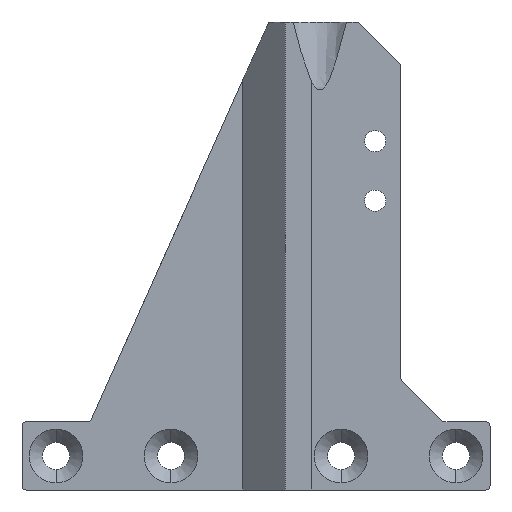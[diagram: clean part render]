
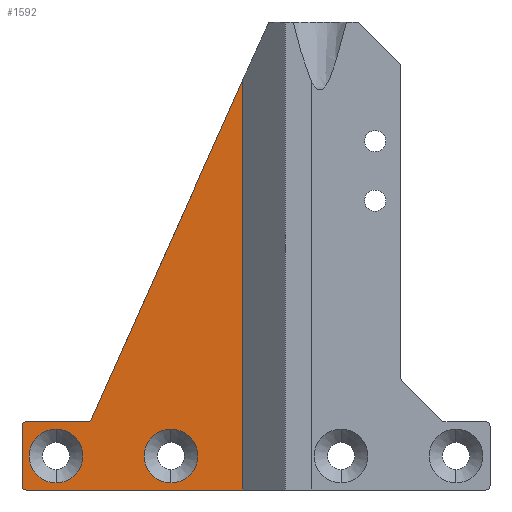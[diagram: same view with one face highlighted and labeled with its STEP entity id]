
A CAD part, left-side view. The second image highlights one B-rep face of the part: STEP entity #1592.
In plain terms, the highlighted planar face has unit normal (-1, 0, 0).
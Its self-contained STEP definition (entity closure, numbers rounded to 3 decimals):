
#38 = VERTEX_POINT ( 'NONE', #714 ) ;
#80 = PLANE ( 'NONE',  #1244 ) ;
#119 = VECTOR ( 'NONE', #1232, 1000. ) ;
#120 = EDGE_CURVE ( 'NONE', #227, #1576, #625, .T. ) ;
#121 = CARTESIAN_POINT ( 'NONE',  ( 19., 17.5, 7.15 ) ) ;
#151 = ORIENTED_EDGE ( 'NONE', *, *, #1218, .F. ) ;
#154 = AXIS2_PLACEMENT_3D ( 'NONE', #562, #1416, #684 ) ;
#168 = CIRCLE ( 'NONE', #1551, 3.15 ) ;
#174 = ORIENTED_EDGE ( 'NONE', *, *, #1543, .F. ) ;
#177 = DIRECTION ( 'NONE',  ( -1., 0., 0. ) ) ;
#185 = CARTESIAN_POINT ( 'NONE',  ( 19., 35., 7.5 ) ) ;
#186 = VERTEX_POINT ( 'NONE', #495 ) ;
#200 = EDGE_CURVE ( 'NONE', #1376, #811, #503, .T. ) ;
#210 = EDGE_CURVE ( 'NONE', #1066, #38, #168, .T. ) ;
#218 = CARTESIAN_POINT ( 'NONE',  ( 19., 34.5, 0.5 ) ) ;
#223 = AXIS2_PLACEMENT_3D ( 'NONE', #218, #460, #1326 ) ;
#227 = VERTEX_POINT ( 'NONE', #764 ) ;
#234 = DIRECTION ( 'NONE',  ( 0., 0., -1. ) ) ;
#276 = EDGE_CURVE ( 'NONE', #487, #1376, #701, .T. ) ;
#286 = EDGE_CURVE ( 'NONE', #489, #722, #1531, .T. ) ;
#291 = CARTESIAN_POINT ( 'NONE',  ( 19., 26.868, 8.296 ) ) ;
#313 = CIRCLE ( 'NONE', #223, 0.5 ) ;
#349 = DIRECTION ( 'NONE',  ( 1., 0., 0. ) ) ;
#351 = ORIENTED_EDGE ( 'NONE', *, *, #286, .F. ) ;
#365 = CARTESIAN_POINT ( 'NONE',  ( 19., 31., 4. ) ) ;
#372 = DIRECTION ( 'NONE',  ( 1., 0., 0. ) ) ;
#385 = CARTESIAN_POINT ( 'NONE',  ( 19., 35., 55. ) ) ;
#404 = CARTESIAN_POINT ( 'NONE',  ( 19., 34.5, 0. ) ) ;
#433 = DIRECTION ( 'NONE',  ( 0., 0., 1. ) ) ;
#460 = DIRECTION ( 'NONE',  ( 1., 0., 0. ) ) ;
#482 = VECTOR ( 'NONE', #234, 1000. ) ;
#485 = ORIENTED_EDGE ( 'NONE', *, *, #710, .F. ) ;
#487 = VERTEX_POINT ( 'NONE', #185 ) ;
#489 = VERTEX_POINT ( 'NONE', #1187 ) ;
#495 = CARTESIAN_POINT ( 'NONE',  ( 19., 35., 0.5 ) ) ;
#503 = LINE ( 'NONE', #1215, #643 ) ;
#509 = DIRECTION ( 'NONE',  ( 0., -0.408, 0.913 ) ) ;
#510 = EDGE_LOOP ( 'NONE', ( #667, #174, #351, #485, #151, #1617, #706, #905 ) ) ;
#514 = DIRECTION ( 'NONE',  ( 1., 0., 0. ) ) ;
#526 = DIRECTION ( 'NONE',  ( 0., 1., 0. ) ) ;
#562 = CARTESIAN_POINT ( 'NONE',  ( 19., 17.5, 4. ) ) ;
#624 = DIRECTION ( 'NONE',  ( 0., 0., -1. ) ) ;
#625 = CIRCLE ( 'NONE', #1408, 3.15 ) ;
#643 = VECTOR ( 'NONE', #991, 1000. ) ;
#667 = ORIENTED_EDGE ( 'NONE', *, *, #1103, .T. ) ;
#684 = DIRECTION ( 'NONE',  ( 0., 0., -1. ) ) ;
#701 = CIRCLE ( 'NONE', #1294, 0.5 ) ;
#706 = ORIENTED_EDGE ( 'NONE', *, *, #200, .F. ) ;
#710 = EDGE_CURVE ( 'NONE', #1449, #489, #1271, .T. ) ;
#714 = CARTESIAN_POINT ( 'NONE',  ( 19., 17.5, 0.85 ) ) ;
#722 = VERTEX_POINT ( 'NONE', #404 ) ;
#725 = DIRECTION ( 'NONE',  ( 0., 0., 1. ) ) ;
#742 = CARTESIAN_POINT ( 'NONE',  ( 19., 17.5, 4. ) ) ;
#754 = VECTOR ( 'NONE', #526, 1000. ) ;
#759 = EDGE_CURVE ( 'NONE', #1576, #227, #1510, .T. ) ;
#764 = CARTESIAN_POINT ( 'NONE',  ( 19., 31., 7.15 ) ) ;
#770 = CARTESIAN_POINT ( 'NONE',  ( 19., 6.505, 53.869 ) ) ;
#778 = CIRCLE ( 'NONE', #1252, 0.5 ) ;
#811 = VERTEX_POINT ( 'NONE', #1224 ) ;
#824 = EDGE_LOOP ( 'NONE', ( #1239, #844 ) ) ;
#844 = ORIENTED_EDGE ( 'NONE', *, *, #210, .T. ) ;
#874 = DIRECTION ( 'NONE',  ( 0., 0., -1. ) ) ;
#905 = ORIENTED_EDGE ( 'NONE', *, *, #276, .F. ) ;
#911 = CARTESIAN_POINT ( 'NONE',  ( 19., 34.5, 8. ) ) ;
#925 = EDGE_CURVE ( 'NONE', #811, #929, #778, .T. ) ;
#929 = VERTEX_POINT ( 'NONE', #291 ) ;
#933 = EDGE_CURVE ( 'NONE', #38, #1066, #1251, .T. ) ;
#935 = ORIENTED_EDGE ( 'NONE', *, *, #759, .T. ) ;
#939 = VECTOR ( 'NONE', #509, 1000. ) ;
#942 = CARTESIAN_POINT ( 'NONE',  ( 19., 9.036, 48.206 ) ) ;
#953 = FACE_BOUND ( 'NONE', #1479, .T. ) ;
#973 = DIRECTION ( 'NONE',  ( 1., 0., 0. ) ) ;
#991 = DIRECTION ( 'NONE',  ( 0., -1., 0. ) ) ;
#1006 = DIRECTION ( 'NONE',  ( 0., 0., 1. ) ) ;
#1024 = LINE ( 'NONE', #385, #119 ) ;
#1040 = FACE_OUTER_BOUND ( 'NONE', #510, .T. ) ;
#1066 = VERTEX_POINT ( 'NONE', #121 ) ;
#1086 = DIRECTION ( 'NONE',  ( 1., 0., 0. ) ) ;
#1092 = CARTESIAN_POINT ( 'NONE',  ( 19., 9.036, 55. ) ) ;
#1103 = EDGE_CURVE ( 'NONE', #487, #186, #1024, .T. ) ;
#1127 = ORIENTED_EDGE ( 'NONE', *, *, #120, .T. ) ;
#1135 = CARTESIAN_POINT ( 'NONE',  ( 19., 9.036, 0. ) ) ;
#1187 = CARTESIAN_POINT ( 'NONE',  ( 19., 9.036, 0. ) ) ;
#1206 = CARTESIAN_POINT ( 'NONE',  ( 19., 31., 0.85 ) ) ;
#1211 = DIRECTION ( 'NONE',  ( 0., 0., -1. ) ) ;
#1215 = CARTESIAN_POINT ( 'NONE',  ( 19., 9.036, 8. ) ) ;
#1218 = EDGE_CURVE ( 'NONE', #929, #1449, #1301, .T. ) ;
#1224 = CARTESIAN_POINT ( 'NONE',  ( 19., 27.324, 8. ) ) ;
#1232 = DIRECTION ( 'NONE',  ( 0., 0., -1. ) ) ;
#1236 = FACE_BOUND ( 'NONE', #824, .T. ) ;
#1239 = ORIENTED_EDGE ( 'NONE', *, *, #933, .T. ) ;
#1244 = AXIS2_PLACEMENT_3D ( 'NONE', #1092, #1086, #725 ) ;
#1245 = CARTESIAN_POINT ( 'NONE',  ( 19., 34.5, 7.5 ) ) ;
#1251 = CIRCLE ( 'NONE', #154, 3.15 ) ;
#1252 = AXIS2_PLACEMENT_3D ( 'NONE', #1411, #177, #433 ) ;
#1258 = CARTESIAN_POINT ( 'NONE',  ( 19., 9.036, 55. ) ) ;
#1271 = LINE ( 'NONE', #1258, #482 ) ;
#1294 = AXIS2_PLACEMENT_3D ( 'NONE', #1245, #514, #1006 ) ;
#1301 = LINE ( 'NONE', #770, #939 ) ;
#1326 = DIRECTION ( 'NONE',  ( 0., 0., 1. ) ) ;
#1335 = CARTESIAN_POINT ( 'NONE',  ( 19., 31., 4. ) ) ;
#1376 = VERTEX_POINT ( 'NONE', #911 ) ;
#1408 = AXIS2_PLACEMENT_3D ( 'NONE', #1335, #973, #874 ) ;
#1411 = CARTESIAN_POINT ( 'NONE',  ( 19., 27.324, 8.5 ) ) ;
#1416 = DIRECTION ( 'NONE',  ( 1., 0., 0. ) ) ;
#1449 = VERTEX_POINT ( 'NONE', #942 ) ;
#1479 = EDGE_LOOP ( 'NONE', ( #935, #1127 ) ) ;
#1485 = AXIS2_PLACEMENT_3D ( 'NONE', #365, #372, #624 ) ;
#1510 = CIRCLE ( 'NONE', #1485, 3.15 ) ;
#1531 = LINE ( 'NONE', #1135, #754 ) ;
#1543 = EDGE_CURVE ( 'NONE', #722, #186, #313, .T. ) ;
#1551 = AXIS2_PLACEMENT_3D ( 'NONE', #742, #349, #1211 ) ;
#1576 = VERTEX_POINT ( 'NONE', #1206 ) ;
#1592 = ADVANCED_FACE ( 'NONE', ( #953, #1236, #1040 ), #80, .F. ) ;
#1617 = ORIENTED_EDGE ( 'NONE', *, *, #925, .F. ) ;
